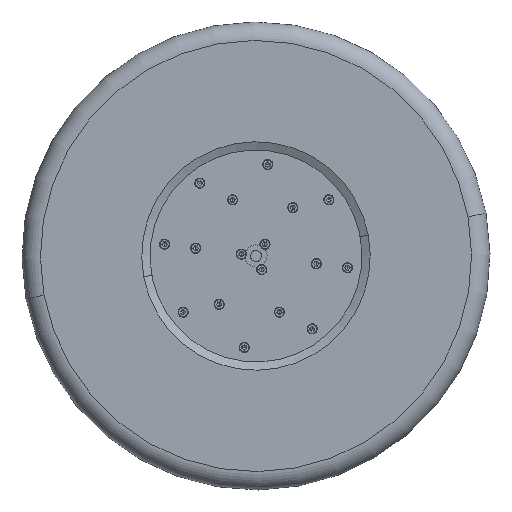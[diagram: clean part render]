
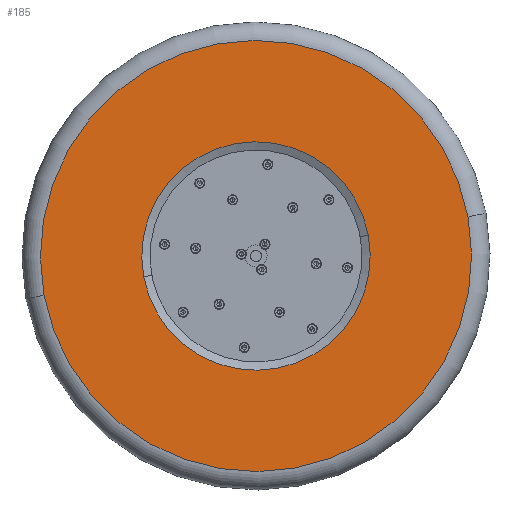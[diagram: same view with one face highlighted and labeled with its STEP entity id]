
A CAD part, front view. The second image highlights one B-rep face of the part: STEP entity #185.
In plain terms, the highlighted face is planar.
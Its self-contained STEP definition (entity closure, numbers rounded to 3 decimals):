
#185 = ADVANCED_FACE ( 'Face4', ( #3287, #25439 ), #16486, .T. ) ;
#744 = ORIENTED_EDGE ( 'NONE', *, *, #30684, .T. ) ;
#782 = CARTESIAN_POINT ( 'NONE',  ( 40., 0., 0. ) ) ;
#1901 = CARTESIAN_POINT ( 'NONE',  ( 40., 0., 127. ) ) ;
#2659 = AXIS2_PLACEMENT_3D ( 'NONE', #28245, #8359, #30732 ) ;
#3287 = FACE_OUTER_BOUND ( 'NONE', #14188, .T. ) ;
#3687 = CARTESIAN_POINT ( 'NONE',  ( 40., 0., 117. ) ) ;
#4054 = EDGE_CURVE ( 'NONE', #18051, #9654, #6510, .T. ) ;
#4409 = CARTESIAN_POINT ( 'NONE',  ( 40., 0., -117. ) ) ;
#5256 = DIRECTION ( 'NONE',  ( 0., 0., 1. ) ) ;
#5901 = ORIENTED_EDGE ( 'NONE', *, *, #4054, .T. ) ;
#6063 = VERTEX_POINT ( 'NONE', #4409 ) ;
#6510 = CIRCLE ( 'NONE', #2659, 62. ) ;
#7088 = ORIENTED_EDGE ( 'NONE', *, *, #25696, .T. ) ;
#8359 = DIRECTION ( 'NONE',  ( -1., 0., 0. ) ) ;
#9204 = DIRECTION ( 'NONE',  ( 0., 1., 0. ) ) ;
#9654 = VERTEX_POINT ( 'NONE', #22404 ) ;
#11113 = DIRECTION ( 'NONE',  ( 1., 0., 0. ) ) ;
#11653 = CIRCLE ( 'NONE', #21323, 117. ) ;
#12147 = AXIS2_PLACEMENT_3D ( 'NONE', #14221, #19190, #24222 ) ;
#13124 = EDGE_CURVE ( 'NONE', #9654, #18051, #13246, .T. ) ;
#13246 = CIRCLE ( 'NONE', #17503, 62. ) ;
#14188 = EDGE_LOOP ( 'NONE', ( #744, #7088 ) ) ;
#14221 = CARTESIAN_POINT ( 'NONE',  ( 40., 0., 0. ) ) ;
#15051 = CIRCLE ( 'NONE', #12147, 117. ) ;
#15260 = VERTEX_POINT ( 'NONE', #3687 ) ;
#16486 = PLANE ( 'NONE',  #16715 ) ;
#16715 = AXIS2_PLACEMENT_3D ( 'NONE', #1901, #18991, #9204 ) ;
#17503 = AXIS2_PLACEMENT_3D ( 'NONE', #782, #30031, #5256 ) ;
#17825 = ORIENTED_EDGE ( 'NONE', *, *, #13124, .T. ) ;
#18051 = VERTEX_POINT ( 'NONE', #27083 ) ;
#18991 = DIRECTION ( 'NONE',  ( 1., 0., 0. ) ) ;
#19190 = DIRECTION ( 'NONE',  ( 1., 0., 0. ) ) ;
#20795 = CARTESIAN_POINT ( 'NONE',  ( 40., 0., 0. ) ) ;
#21323 = AXIS2_PLACEMENT_3D ( 'NONE', #20795, #11113, #27925 ) ;
#22404 = CARTESIAN_POINT ( 'NONE',  ( 40., 0., -62. ) ) ;
#24222 = DIRECTION ( 'NONE',  ( 0., 0., -1. ) ) ;
#25439 = FACE_BOUND ( 'NONE', #30553, .T. ) ;
#25696 = EDGE_CURVE ( 'NONE', #15260, #6063, #15051, .T. ) ;
#27083 = CARTESIAN_POINT ( 'NONE',  ( 40., 0., 62. ) ) ;
#27925 = DIRECTION ( 'NONE',  ( 0., 0., -1. ) ) ;
#28245 = CARTESIAN_POINT ( 'NONE',  ( 40., 0., 0. ) ) ;
#30031 = DIRECTION ( 'NONE',  ( -1., 0., 0. ) ) ;
#30553 = EDGE_LOOP ( 'NONE', ( #17825, #5901 ) ) ;
#30684 = EDGE_CURVE ( 'NONE', #6063, #15260, #11653, .T. ) ;
#30732 = DIRECTION ( 'NONE',  ( 0., 0., 1. ) ) ;
